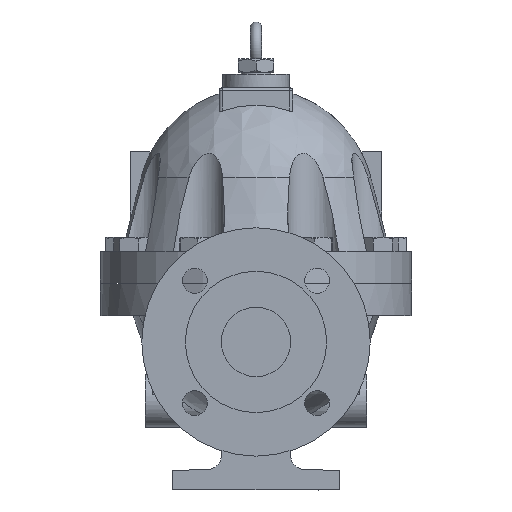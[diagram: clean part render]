
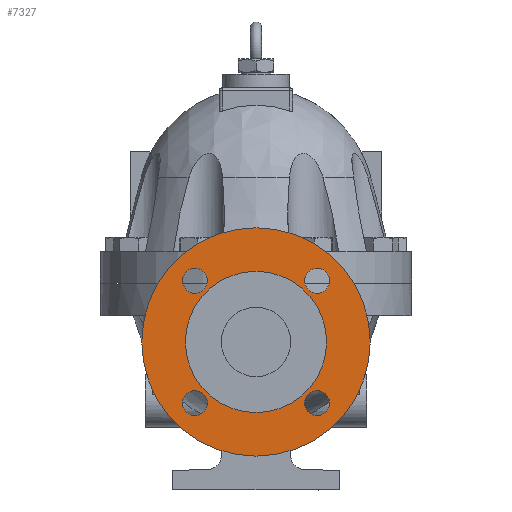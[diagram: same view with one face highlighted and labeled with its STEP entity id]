
A CAD part, left-side view. The second image highlights one B-rep face of the part: STEP entity #7327.
In plain terms, the highlighted planar face has unit normal (-1, 0, 0).
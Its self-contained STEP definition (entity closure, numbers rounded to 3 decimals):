
#1411=PLANE('',#7809);
#1647=FACE_BOUND('',#2215,.T.);
#1648=FACE_BOUND('',#2216,.T.);
#1649=FACE_BOUND('',#2217,.T.);
#1650=FACE_BOUND('',#2218,.T.);
#1651=FACE_BOUND('',#2219,.T.);
#1738=FACE_OUTER_BOUND('',#2214,.T.);
#2214=EDGE_LOOP('',(#4967));
#2215=EDGE_LOOP('',(#4968));
#2216=EDGE_LOOP('',(#4969));
#2217=EDGE_LOOP('',(#4970));
#2218=EDGE_LOOP('',(#4971));
#2219=EDGE_LOOP('',(#4972));
#2754=CIRCLE('',#7791,9.);
#2756=CIRCLE('',#7794,9.);
#2758=CIRCLE('',#7797,9.);
#2760=CIRCLE('',#7800,9.);
#2765=CIRCLE('',#7808,51.);
#2766=CIRCLE('',#7810,82.5);
#3081=VERTEX_POINT('',#10619);
#3083=VERTEX_POINT('',#10624);
#3085=VERTEX_POINT('',#10629);
#3087=VERTEX_POINT('',#10634);
#3092=VERTEX_POINT('',#10647);
#3093=VERTEX_POINT('',#10650);
#3818=EDGE_CURVE('',#3081,#3081,#2754,.T.);
#3820=EDGE_CURVE('',#3083,#3083,#2756,.T.);
#3822=EDGE_CURVE('',#3085,#3085,#2758,.T.);
#3824=EDGE_CURVE('',#3087,#3087,#2760,.T.);
#3829=EDGE_CURVE('',#3092,#3092,#2765,.T.);
#3830=EDGE_CURVE('',#3093,#3093,#2766,.T.);
#4967=ORIENTED_EDGE('',*,*,#3830,.T.);
#4968=ORIENTED_EDGE('',*,*,#3818,.T.);
#4969=ORIENTED_EDGE('',*,*,#3820,.T.);
#4970=ORIENTED_EDGE('',*,*,#3822,.T.);
#4971=ORIENTED_EDGE('',*,*,#3824,.T.);
#4972=ORIENTED_EDGE('',*,*,#3829,.F.);
#7327=ADVANCED_FACE('',(#1738,#1647,#1648,#1649,#1650,#1651),#1411,.F.);
#7791=AXIS2_PLACEMENT_3D('',#10620,#8586,#8587);
#7794=AXIS2_PLACEMENT_3D('',#10625,#8592,#8593);
#7797=AXIS2_PLACEMENT_3D('',#10630,#8598,#8599);
#7800=AXIS2_PLACEMENT_3D('',#10635,#8604,#8605);
#7808=AXIS2_PLACEMENT_3D('',#10648,#8620,#8621);
#7809=AXIS2_PLACEMENT_3D('',#10649,#8622,#8623);
#7810=AXIS2_PLACEMENT_3D('',#10651,#8624,#8625);
#8586=DIRECTION('center_axis',(1.,0.,0.));
#8587=DIRECTION('ref_axis',(0.,1.,0.));
#8592=DIRECTION('center_axis',(1.,0.,0.));
#8593=DIRECTION('ref_axis',(0.,0.,1.));
#8598=DIRECTION('center_axis',(1.,0.,0.));
#8599=DIRECTION('ref_axis',(0.,-1.,0.));
#8604=DIRECTION('center_axis',(1.,0.,0.));
#8605=DIRECTION('ref_axis',(0.,0.,-1.));
#8620=DIRECTION('center_axis',(-1.,0.,0.));
#8621=DIRECTION('ref_axis',(0.,0.,1.));
#8622=DIRECTION('center_axis',(1.,0.,0.));
#8623=DIRECTION('ref_axis',(0.,0.,-1.));
#8624=DIRECTION('center_axis',(-1.,0.,0.));
#8625=DIRECTION('ref_axis',(0.,0.,1.));
#10619=CARTESIAN_POINT('',(-289.,-35.194,2.194));
#10620=CARTESIAN_POINT('Origin',(-289.,-44.194,2.194));
#10624=CARTESIAN_POINT('',(-289.,-44.194,-77.194));
#10625=CARTESIAN_POINT('Origin',(-289.,-44.194,-86.194));
#10629=CARTESIAN_POINT('',(-289.,35.194,-86.194));
#10630=CARTESIAN_POINT('Origin',(-289.,44.194,-86.194));
#10634=CARTESIAN_POINT('',(-289.,44.194,-6.806));
#10635=CARTESIAN_POINT('Origin',(-289.,44.194,2.194));
#10647=CARTESIAN_POINT('',(-289.,0.,9.));
#10648=CARTESIAN_POINT('Origin',(-289.,0.,-42.));
#10649=CARTESIAN_POINT('Origin',(-289.,0.,40.5));
#10650=CARTESIAN_POINT('',(-289.,0.,40.5));
#10651=CARTESIAN_POINT('Origin',(-289.,0.,-42.));
